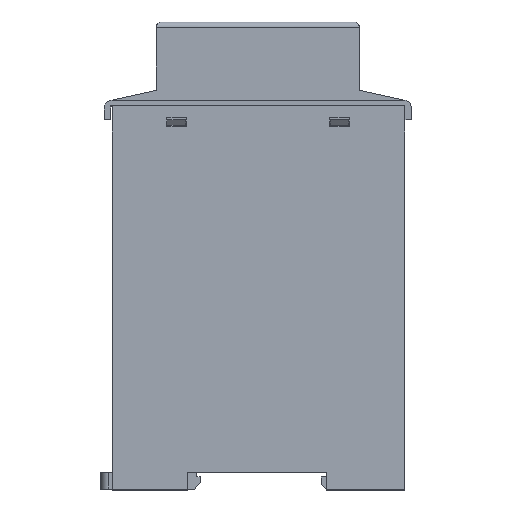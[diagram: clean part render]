
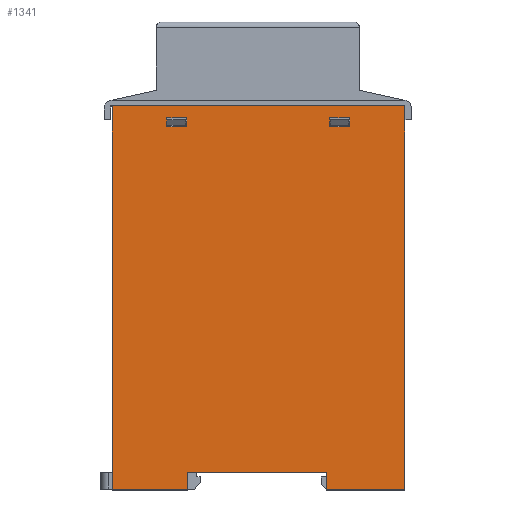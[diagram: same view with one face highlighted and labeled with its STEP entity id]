
A CAD part, top view. The second image highlights one B-rep face of the part: STEP entity #1341.
In plain terms, the highlighted face is planar.
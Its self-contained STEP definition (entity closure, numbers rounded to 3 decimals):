
#233 = EDGE_LOOP ( 'NONE', ( #11828, #4893, #8397, #6269, #11098, #3136, #1568, #11361 ) ) ;
#239 = CARTESIAN_POINT ( 'NONE',  ( 51.4, 13., -17.5 ) ) ;
#245 = EDGE_CURVE ( 'NONE', #9766, #9414, #5211, .T. ) ;
#299 = AXIS2_PLACEMENT_3D ( 'NONE', #10726, #7794, #6874 ) ;
#370 = LINE ( 'NONE', #5918, #4747 ) ;
#416 = EDGE_CURVE ( 'NONE', #4737, #5249, #12055, .T. ) ;
#468 = LINE ( 'NONE', #5048, #2092 ) ;
#762 = VERTEX_POINT ( 'NONE', #5624 ) ;
#820 = ORIENTED_EDGE ( 'NONE', *, *, #2738, .T. ) ;
#844 = VERTEX_POINT ( 'NONE', #9165 ) ;
#911 = ORIENTED_EDGE ( 'NONE', *, *, #5168, .T. ) ;
#985 = ORIENTED_EDGE ( 'NONE', *, *, #10662, .T. ) ;
#1038 = VERTEX_POINT ( 'NONE', #11708 ) ;
#1069 = CARTESIAN_POINT ( 'NONE',  ( 51.4, 13., -37.5 ) ) ;
#1147 = CARTESIAN_POINT ( 'NONE',  ( 46.9, 13., 18.2 ) ) ;
#1162 = LINE ( 'NONE', #5974, #7980 ) ;
#1193 = DIRECTION ( 'NONE',  ( 1., 0., 0. ) ) ;
#1210 = DIRECTION ( 'NONE',  ( 0., 0., -1. ) ) ;
#1261 = DIRECTION ( 'NONE',  ( 1., 0., 0. ) ) ;
#1291 = DIRECTION ( 'NONE',  ( 0., 0., 1. ) ) ;
#1341 = ADVANCED_FACE ( 'NONE', ( #11762, #10606, #4314 ), #3407, .F. ) ;
#1568 = ORIENTED_EDGE ( 'NONE', *, *, #245, .T. ) ;
#1720 = VECTOR ( 'NONE', #6128, 1000. ) ;
#2009 = CARTESIAN_POINT ( 'NONE',  ( -41.6, 13., 0. ) ) ;
#2065 = CARTESIAN_POINT ( 'NONE',  ( -43.9, 13., 0. ) ) ;
#2092 = VECTOR ( 'NONE', #5108, 1000. ) ;
#2111 = CARTESIAN_POINT ( 'NONE',  ( -46.9, 13., -37.5 ) ) ;
#2220 = LINE ( 'NONE', #5825, #4491 ) ;
#2401 = CARTESIAN_POINT ( 'NONE',  ( 51.4, 13., 37.5 ) ) ;
#2738 = EDGE_CURVE ( 'NONE', #762, #10620, #11153, .T. ) ;
#2784 = VECTOR ( 'NONE', #2949, 1000. ) ;
#2793 = CARTESIAN_POINT ( 'NONE',  ( -41.6, 13., 0. ) ) ;
#2808 = CARTESIAN_POINT ( 'NONE',  ( -46.9, 13., 37.5 ) ) ;
#2819 = DIRECTION ( 'NONE',  ( 0., 0., 1. ) ) ;
#2865 = DIRECTION ( 'NONE',  ( 0., 0., 1. ) ) ;
#2949 = DIRECTION ( 'NONE',  ( -1., 0., 0. ) ) ;
#3029 = CARTESIAN_POINT ( 'NONE',  ( 51.4, 13., 18.2 ) ) ;
#3032 = ORIENTED_EDGE ( 'NONE', *, *, #4551, .T. ) ;
#3046 = CARTESIAN_POINT ( 'NONE',  ( -43.9, 13., 0. ) ) ;
#3106 = VERTEX_POINT ( 'NONE', #5410 ) ;
#3136 = ORIENTED_EDGE ( 'NONE', *, *, #3354, .F. ) ;
#3322 = DIRECTION ( 'NONE',  ( -1., 0., 0. ) ) ;
#3354 = EDGE_CURVE ( 'NONE', #9766, #4737, #11177, .T. ) ;
#3407 = PLANE ( 'NONE',  #299 ) ;
#3505 = CARTESIAN_POINT ( 'NONE',  ( -46.9, 13., -37.5 ) ) ;
#3506 = LINE ( 'NONE', #6124, #5920 ) ;
#3511 = LINE ( 'NONE', #2401, #1720 ) ;
#3559 = CARTESIAN_POINT ( 'NONE',  ( 0., 13., 23.5 ) ) ;
#3693 = EDGE_LOOP ( 'NONE', ( #9615, #985, #911, #820 ) ) ;
#3903 = CARTESIAN_POINT ( 'NONE',  ( -41.6, 13., -18.2 ) ) ;
#3937 = EDGE_CURVE ( 'NONE', #6219, #5947, #2220, .T. ) ;
#3957 = LINE ( 'NONE', #2009, #4914 ) ;
#4314 = FACE_OUTER_BOUND ( 'NONE', #233, .T. ) ;
#4403 = CARTESIAN_POINT ( 'NONE',  ( 51.4, 13., 18.2 ) ) ;
#4491 = VECTOR ( 'NONE', #1193, 1000. ) ;
#4529 = DIRECTION ( 'NONE',  ( -1., 0., 0. ) ) ;
#4551 = EDGE_CURVE ( 'NONE', #3106, #9967, #11916, .T. ) ;
#4737 = VERTEX_POINT ( 'NONE', #239 ) ;
#4747 = VECTOR ( 'NONE', #1291, 1000. ) ;
#4893 = ORIENTED_EDGE ( 'NONE', *, *, #8366, .F. ) ;
#4914 = VECTOR ( 'NONE', #2865, 1000. ) ;
#5014 = VERTEX_POINT ( 'NONE', #1147 ) ;
#5039 = EDGE_CURVE ( 'NONE', #7439, #3106, #3957, .T. ) ;
#5048 = CARTESIAN_POINT ( 'NONE',  ( 0., 13., -23.3 ) ) ;
#5108 = DIRECTION ( 'NONE',  ( 1., 0., 0. ) ) ;
#5168 = EDGE_CURVE ( 'NONE', #1038, #762, #468, .T. ) ;
#5211 = LINE ( 'NONE', #3505, #7125 ) ;
#5249 = VERTEX_POINT ( 'NONE', #9805 ) ;
#5289 = ORIENTED_EDGE ( 'NONE', *, *, #6690, .T. ) ;
#5410 = CARTESIAN_POINT ( 'NONE',  ( -41.6, 13., 23.5 ) ) ;
#5624 = CARTESIAN_POINT ( 'NONE',  ( -41.6, 13., -23.3 ) ) ;
#5648 = VECTOR ( 'NONE', #6516, 1000. ) ;
#5801 = DIRECTION ( 'NONE',  ( 0., 0., -1. ) ) ;
#5825 = CARTESIAN_POINT ( 'NONE',  ( -46.9, 13., 37.5 ) ) ;
#5860 = EDGE_CURVE ( 'NONE', #5014, #5249, #1162, .T. ) ;
#5918 = CARTESIAN_POINT ( 'NONE',  ( -46.9, 13., 37.5 ) ) ;
#5920 = VECTOR ( 'NONE', #7232, 1000. ) ;
#5947 = VERTEX_POINT ( 'NONE', #7079 ) ;
#5974 = CARTESIAN_POINT ( 'NONE',  ( 46.9, 13., 37.5 ) ) ;
#6048 = VECTOR ( 'NONE', #1261, 1000. ) ;
#6124 = CARTESIAN_POINT ( 'NONE',  ( 0., 13., -18.2 ) ) ;
#6128 = DIRECTION ( 'NONE',  ( 0., 0., 1. ) ) ;
#6219 = VERTEX_POINT ( 'NONE', #2808 ) ;
#6269 = ORIENTED_EDGE ( 'NONE', *, *, #5860, .T. ) ;
#6516 = DIRECTION ( 'NONE',  ( 0., 0., 1. ) ) ;
#6690 = EDGE_CURVE ( 'NONE', #7544, #7439, #11274, .T. ) ;
#6736 = EDGE_CURVE ( 'NONE', #11971, #5014, #7663, .T. ) ;
#6874 = DIRECTION ( 'NONE',  ( 0., 0., -1. ) ) ;
#6962 = VECTOR ( 'NONE', #1210, 1000. ) ;
#7079 = CARTESIAN_POINT ( 'NONE',  ( 51.4, 13., 37.5 ) ) ;
#7125 = VECTOR ( 'NONE', #3322, 1000. ) ;
#7232 = DIRECTION ( 'NONE',  ( -1., 0., 0. ) ) ;
#7423 = VECTOR ( 'NONE', #11451, 1000. ) ;
#7439 = VERTEX_POINT ( 'NONE', #11651 ) ;
#7512 = DIRECTION ( 'NONE',  ( 0., 0., -1. ) ) ;
#7544 = VERTEX_POINT ( 'NONE', #8242 ) ;
#7663 = LINE ( 'NONE', #3029, #7423 ) ;
#7734 = EDGE_CURVE ( 'NONE', #9967, #7544, #10431, .T. ) ;
#7794 = DIRECTION ( 'NONE',  ( 0., -1., 0. ) ) ;
#7980 = VECTOR ( 'NONE', #5801, 1000. ) ;
#8242 = CARTESIAN_POINT ( 'NONE',  ( -43.9, 13., 18.4 ) ) ;
#8366 = EDGE_CURVE ( 'NONE', #11971, #5947, #3511, .T. ) ;
#8397 = ORIENTED_EDGE ( 'NONE', *, *, #6736, .T. ) ;
#8452 = VECTOR ( 'NONE', #7512, 1000. ) ;
#9165 = CARTESIAN_POINT ( 'NONE',  ( -43.9, 13., -18.2 ) ) ;
#9414 = VERTEX_POINT ( 'NONE', #2111 ) ;
#9532 = ORIENTED_EDGE ( 'NONE', *, *, #7734, .T. ) ;
#9613 = CARTESIAN_POINT ( 'NONE',  ( 0., 13., 18.4 ) ) ;
#9615 = ORIENTED_EDGE ( 'NONE', *, *, #11508, .T. ) ;
#9632 = LINE ( 'NONE', #3046, #8452 ) ;
#9766 = VERTEX_POINT ( 'NONE', #1069 ) ;
#9805 = CARTESIAN_POINT ( 'NONE',  ( 46.9, 13., -17.5 ) ) ;
#9961 = CARTESIAN_POINT ( 'NONE',  ( -43.9, 13., 23.5 ) ) ;
#9967 = VERTEX_POINT ( 'NONE', #9961 ) ;
#10227 = EDGE_CURVE ( 'NONE', #9414, #6219, #370, .T. ) ;
#10279 = ORIENTED_EDGE ( 'NONE', *, *, #5039, .T. ) ;
#10431 = LINE ( 'NONE', #2065, #6962 ) ;
#10606 = FACE_BOUND ( 'NONE', #11767, .T. ) ;
#10620 = VERTEX_POINT ( 'NONE', #3903 ) ;
#10662 = EDGE_CURVE ( 'NONE', #844, #1038, #9632, .T. ) ;
#10726 = CARTESIAN_POINT ( 'NONE',  ( 0., 13., 0. ) ) ;
#10746 = VECTOR ( 'NONE', #4529, 1000. ) ;
#10842 = VECTOR ( 'NONE', #2819, 1000. ) ;
#11098 = ORIENTED_EDGE ( 'NONE', *, *, #416, .F. ) ;
#11130 = CARTESIAN_POINT ( 'NONE',  ( 51.4, 13., -17.5 ) ) ;
#11153 = LINE ( 'NONE', #2793, #5648 ) ;
#11177 = LINE ( 'NONE', #11978, #10842 ) ;
#11274 = LINE ( 'NONE', #9613, #6048 ) ;
#11361 = ORIENTED_EDGE ( 'NONE', *, *, #10227, .T. ) ;
#11451 = DIRECTION ( 'NONE',  ( -1., 0., 0. ) ) ;
#11508 = EDGE_CURVE ( 'NONE', #10620, #844, #3506, .T. ) ;
#11651 = CARTESIAN_POINT ( 'NONE',  ( -41.6, 13., 18.4 ) ) ;
#11708 = CARTESIAN_POINT ( 'NONE',  ( -43.9, 13., -23.3 ) ) ;
#11762 = FACE_BOUND ( 'NONE', #3693, .T. ) ;
#11767 = EDGE_LOOP ( 'NONE', ( #3032, #9532, #5289, #10279 ) ) ;
#11828 = ORIENTED_EDGE ( 'NONE', *, *, #3937, .T. ) ;
#11916 = LINE ( 'NONE', #3559, #10746 ) ;
#11971 = VERTEX_POINT ( 'NONE', #4403 ) ;
#11978 = CARTESIAN_POINT ( 'NONE',  ( 51.4, 13., -37.5 ) ) ;
#12055 = LINE ( 'NONE', #11130, #2784 ) ;
